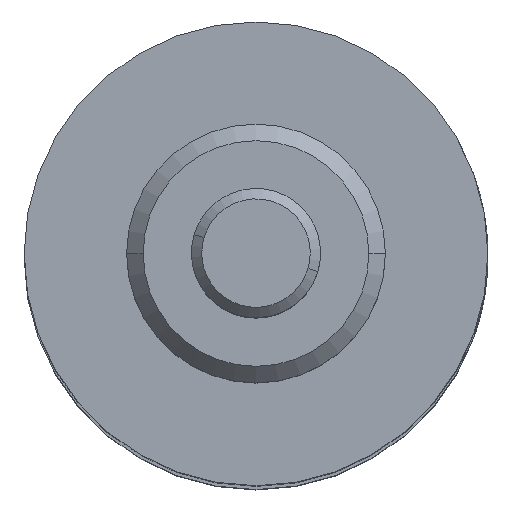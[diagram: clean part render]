
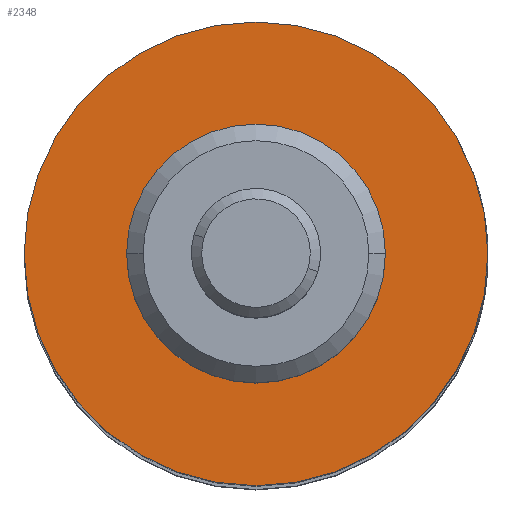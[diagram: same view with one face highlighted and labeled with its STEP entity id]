
A CAD part, top view. The second image highlights one B-rep face of the part: STEP entity #2348.
In plain terms, the highlighted face is planar.
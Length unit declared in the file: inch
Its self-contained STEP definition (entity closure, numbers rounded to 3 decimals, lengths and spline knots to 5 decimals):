
#43 = CARTESIAN_POINT ( 'NONE',  ( 0.62, 0., -0.31125 ) ) ;
#77 = CARTESIAN_POINT ( 'NONE',  ( 0.62, 0., 0.31125 ) ) ;
#116 = FACE_OUTER_BOUND ( 'NONE', #481, .T. ) ;
#127 = AXIS2_PLACEMENT_3D ( 'NONE', #2616, #1239, #2848 ) ;
#137 = ORIENTED_EDGE ( 'NONE', *, *, #2696, .T. ) ;
#213 = CARTESIAN_POINT ( 'NONE',  ( 0.62, 0., 0. ) ) ;
#382 = DIRECTION ( 'NONE',  ( 1., 0., 0. ) ) ;
#444 = DIRECTION ( 'NONE',  ( 0., 0., 1. ) ) ;
#464 = EDGE_CURVE ( 'NONE', #2943, #2665, #1406, .T. ) ;
#481 = EDGE_LOOP ( 'NONE', ( #2489, #137 ) ) ;
#593 = CARTESIAN_POINT ( 'NONE',  ( 0.62, 0., 0. ) ) ;
#739 = EDGE_LOOP ( 'NONE', ( #1228, #1791 ) ) ;
#745 = CARTESIAN_POINT ( 'NONE',  ( 0.62, 0., 0. ) ) ;
#819 = DIRECTION ( 'NONE',  ( 0., 0., 1. ) ) ;
#969 = AXIS2_PLACEMENT_3D ( 'NONE', #1956, #382, #1974 ) ;
#971 = DIRECTION ( 'NONE',  ( 0., 0., 1. ) ) ;
#1228 = ORIENTED_EDGE ( 'NONE', *, *, #464, .F. ) ;
#1239 = DIRECTION ( 'NONE',  ( -1., 0., 0. ) ) ;
#1258 = EDGE_CURVE ( 'NONE', #2665, #2943, #2015, .T. ) ;
#1309 = CARTESIAN_POINT ( 'NONE',  ( 0.62, 0., -0.56 ) ) ;
#1318 = FACE_BOUND ( 'NONE', #739, .T. ) ;
#1356 = VERTEX_POINT ( 'NONE', #2185 ) ;
#1358 = AXIS2_PLACEMENT_3D ( 'NONE', #745, #2342, #971 ) ;
#1406 = CIRCLE ( 'NONE', #2195, 0.31125 ) ;
#1464 = VERTEX_POINT ( 'NONE', #1309 ) ;
#1791 = ORIENTED_EDGE ( 'NONE', *, *, #1258, .F. ) ;
#1812 = DIRECTION ( 'NONE',  ( -1., 0., 0. ) ) ;
#1956 = CARTESIAN_POINT ( 'NONE',  ( 0.62, 0.56, 0. ) ) ;
#1974 = DIRECTION ( 'NONE',  ( 0., 0., -1. ) ) ;
#2015 = CIRCLE ( 'NONE', #127, 0.31125 ) ;
#2025 = EDGE_CURVE ( 'NONE', #1356, #1464, #2661, .T. ) ;
#2185 = CARTESIAN_POINT ( 'NONE',  ( 0.62, 0., 0.56 ) ) ;
#2188 = DIRECTION ( 'NONE',  ( -1., 0., 0. ) ) ;
#2195 = AXIS2_PLACEMENT_3D ( 'NONE', #593, #2188, #819 ) ;
#2310 = AXIS2_PLACEMENT_3D ( 'NONE', #213, #1812, #444 ) ;
#2342 = DIRECTION ( 'NONE',  ( -1., 0., 0. ) ) ;
#2348 = ADVANCED_FACE ( 'NONE', ( #1318, #116 ), #2888, .F. ) ;
#2489 = ORIENTED_EDGE ( 'NONE', *, *, #2025, .T. ) ;
#2498 = CIRCLE ( 'NONE', #1358, 0.56 ) ;
#2616 = CARTESIAN_POINT ( 'NONE',  ( 0.62, 0., 0. ) ) ;
#2661 = CIRCLE ( 'NONE', #2310, 0.56 ) ;
#2665 = VERTEX_POINT ( 'NONE', #43 ) ;
#2696 = EDGE_CURVE ( 'NONE', #1464, #1356, #2498, .T. ) ;
#2848 = DIRECTION ( 'NONE',  ( 0., 0., 1. ) ) ;
#2888 = PLANE ( 'NONE',  #969 ) ;
#2943 = VERTEX_POINT ( 'NONE', #77 ) ;
